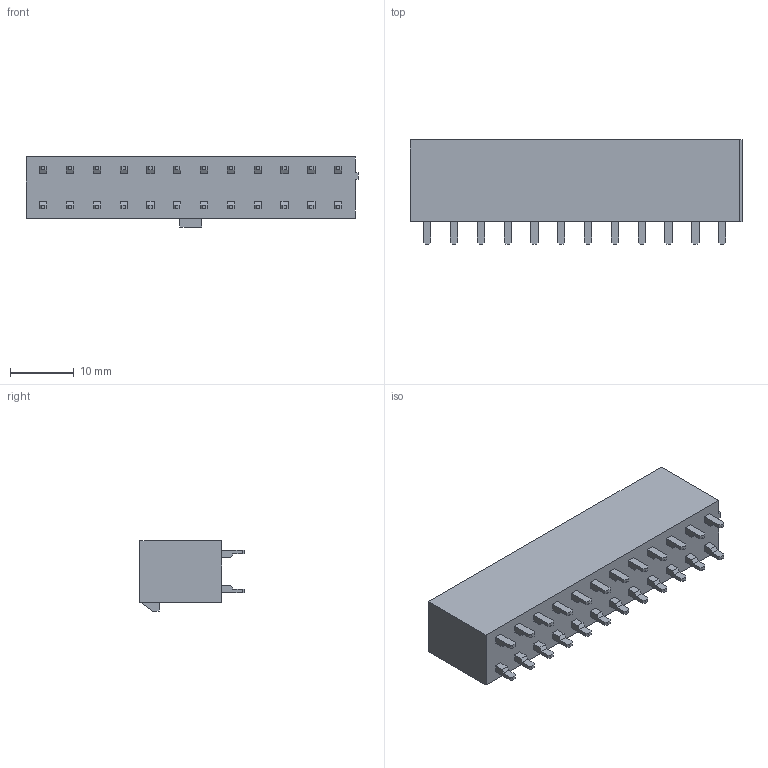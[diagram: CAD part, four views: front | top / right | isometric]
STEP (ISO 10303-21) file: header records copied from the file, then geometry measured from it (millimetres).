
FILE_DESCRIPTION (( 'STEP AP214' ), '1' );
FILE_NAME ('5900-W24ST.STEP', '2022-05-02T11:07:17', ( '' ), ( '' ), 'SwSTEP 2.0', 'SolidWorks 2017', '' );
FILE_SCHEMA (( 'AUTOMOTIVE_DESIGN' ));
Length unit declared in the file: millimetre
Products named in the file (3): 5900-W24ST; 5900-WxxST_24; A^5900-WxxST ASS
Assembly tree (25 placements, depth 2):
  5900-W24ST
    5900-WxxST_24
    A^5900-WxxST ASS  x24
Bounding box: 52 x 16.3 x 11 mm (x, y, z)
Volume: 3147.7 mm3; surface area: 6509.7 mm2
Topology: 25 solids, 25 shells, 375 faces, 901 edges, 600 vertices
Faces by surface type: plane 375
Entity records: 4421 total; most frequent: CARTESIAN_POINT 754, ORIENTED_EDGE 698, DIRECTION 695, VECTOR 349, EDGE_CURVE 349, LINE 349, VERTEX_POINT 232, AXIS2_PLACEMENT_3D 173
